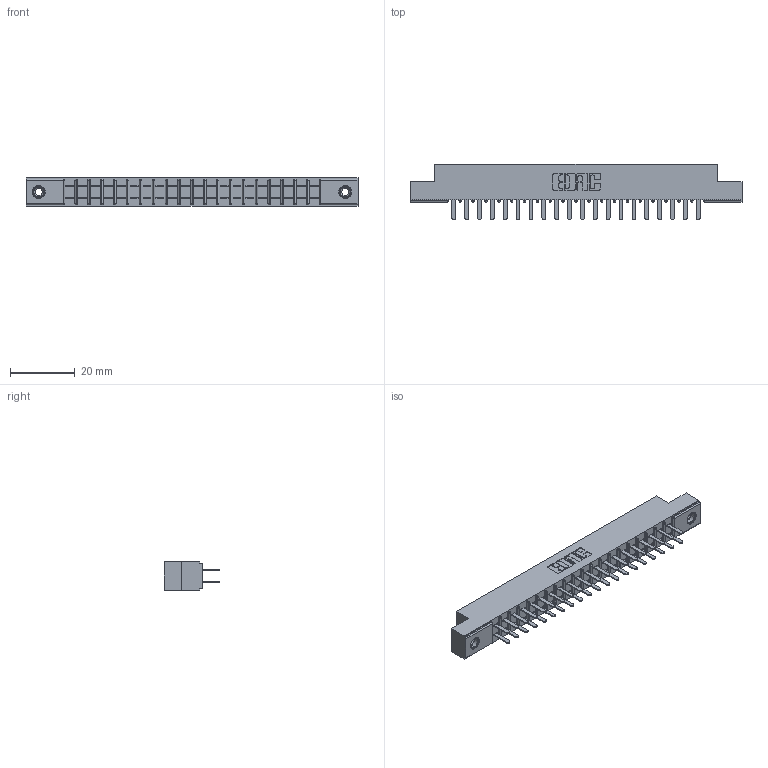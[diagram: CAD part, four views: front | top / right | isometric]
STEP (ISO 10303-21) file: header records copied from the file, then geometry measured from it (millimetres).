
FILE_DESCRIPTION (( 'STEP AP203' ), '1' );
FILE_NAME ('305-040-520-508.STEP', '2019-09-09T18:56:44', ( '' ), ( '' ), 'SwSTEP 2.0', 'SolidWorks 2016', '' );
FILE_SCHEMA (( 'CONFIG_CONTROL_DESIGN' ));
Length unit declared in the file: inch
Products named in the file (4): 305-290-001_520; 305-040-520-508; 345-250-001_345-250-003-102; 305 Part_.156 Dia
Assembly tree (43 placements, depth 2):
  305-040-520-508
    305 Part_.156 Dia
    305-290-001_520  x40
    345-250-001_345-250-003-102  x2
Bounding box: 102.26 x 17.09 x 8.71 mm (x, y, z)
Volume: 6125.9 mm3; surface area: 12130.9 mm2
Topology: 43 solids, 43 shells, 2016 faces, 5712 edges, 3692 vertices
Faces by surface type: plane 1180, cylinder 740, sphere 80, cone 12, torus 4
Entity records: 25398 total; most frequent: CARTESIAN_POINT 4185, ORIENTED_EDGE 4144, DIRECTION 4076, EDGE_CURVE 2072, VECTOR 1650, LINE 1650, VERTEX_POINT 1322, AXIS2_PLACEMENT_3D 1213
